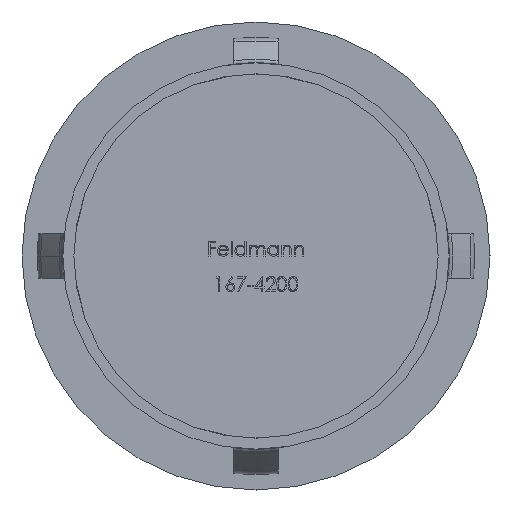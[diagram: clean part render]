
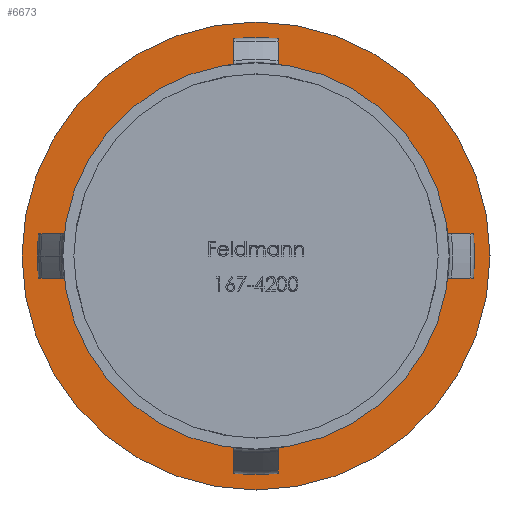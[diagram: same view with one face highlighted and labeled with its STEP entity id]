
A CAD part, front view. The second image highlights one B-rep face of the part: STEP entity #6673.
In plain terms, the highlighted planar face has unit normal (0, -1, 0).
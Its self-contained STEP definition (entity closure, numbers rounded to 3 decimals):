
#366 = EDGE_CURVE ( 'NONE', #10160, #3306, #11989, .T. ) ;
#539 = ORIENTED_EDGE ( 'NONE', *, *, #7531, .T. ) ;
#714 = DIRECTION ( 'NONE',  ( 0., 1., 0. ) ) ;
#1023 = CARTESIAN_POINT ( 'NONE',  ( 21.2, 25.7, 0. ) ) ;
#2058 = CARTESIAN_POINT ( 'NONE',  ( -21.2, 25.7, 0. ) ) ;
#2272 = VERTEX_POINT ( 'NONE', #12917 ) ;
#2567 = CIRCLE ( 'NONE', #6409, 17.5 ) ;
#2791 = ORIENTED_EDGE ( 'NONE', *, *, #4380, .T. ) ;
#2933 = DIRECTION ( 'NONE',  ( -1., 0., 0. ) ) ;
#3306 = VERTEX_POINT ( 'NONE', #1023 ) ;
#4380 = EDGE_CURVE ( 'NONE', #2272, #6258, #12963, .T. ) ;
#4406 = DIRECTION ( 'NONE',  ( 0., 1., 0. ) ) ;
#4790 = CARTESIAN_POINT ( 'NONE',  ( 0., 25.7, 0. ) ) ;
#4860 = EDGE_LOOP ( 'NONE', ( #8697, #12249 ) ) ;
#5360 = CARTESIAN_POINT ( 'NONE',  ( 21.2, 25.7, 0. ) ) ;
#5457 = AXIS2_PLACEMENT_3D ( 'NONE', #4790, #9155, #12632 ) ;
#6258 = VERTEX_POINT ( 'NONE', #12364 ) ;
#6357 = DIRECTION ( 'NONE',  ( -1., 0., 0. ) ) ;
#6409 = AXIS2_PLACEMENT_3D ( 'NONE', #13773, #714, #2933 ) ;
#6673 = ADVANCED_FACE ( 'NONE', ( #10855, #11557 ), #10877, .F. ) ;
#7531 = EDGE_CURVE ( 'NONE', #6258, #2272, #2567, .T. ) ;
#8506 = CARTESIAN_POINT ( 'NONE',  ( 0., 25.7, 0. ) ) ;
#8697 = ORIENTED_EDGE ( 'NONE', *, *, #366, .F. ) ;
#8765 = DIRECTION ( 'NONE',  ( -1., 0., 0. ) ) ;
#9155 = DIRECTION ( 'NONE',  ( 0., 1., 0. ) ) ;
#9778 = CIRCLE ( 'NONE', #10065, 21.2 ) ;
#9827 = AXIS2_PLACEMENT_3D ( 'NONE', #5360, #13097, #8765 ) ;
#10065 = AXIS2_PLACEMENT_3D ( 'NONE', #12200, #4406, #13331 ) ;
#10160 = VERTEX_POINT ( 'NONE', #2058 ) ;
#10252 = EDGE_LOOP ( 'NONE', ( #2791, #539 ) ) ;
#10855 = FACE_OUTER_BOUND ( 'NONE', #4860, .T. ) ;
#10877 = PLANE ( 'NONE',  #9827 ) ;
#11477 = AXIS2_PLACEMENT_3D ( 'NONE', #8506, #11832, #6357 ) ;
#11557 = FACE_BOUND ( 'NONE', #10252, .T. ) ;
#11832 = DIRECTION ( 'NONE',  ( 0., 1., 0. ) ) ;
#11989 = CIRCLE ( 'NONE', #11477, 21.2 ) ;
#12200 = CARTESIAN_POINT ( 'NONE',  ( 0., 25.7, 0. ) ) ;
#12249 = ORIENTED_EDGE ( 'NONE', *, *, #13555, .F. ) ;
#12364 = CARTESIAN_POINT ( 'NONE',  ( 17.5, 25.7, 0. ) ) ;
#12632 = DIRECTION ( 'NONE',  ( -1., 0., 0. ) ) ;
#12917 = CARTESIAN_POINT ( 'NONE',  ( -17.5, 25.7, 0. ) ) ;
#12963 = CIRCLE ( 'NONE', #5457, 17.5 ) ;
#13097 = DIRECTION ( 'NONE',  ( 0., 1., 0. ) ) ;
#13331 = DIRECTION ( 'NONE',  ( -1., 0., 0. ) ) ;
#13555 = EDGE_CURVE ( 'NONE', #3306, #10160, #9778, .T. ) ;
#13773 = CARTESIAN_POINT ( 'NONE',  ( 0., 25.7, 0. ) ) ;
